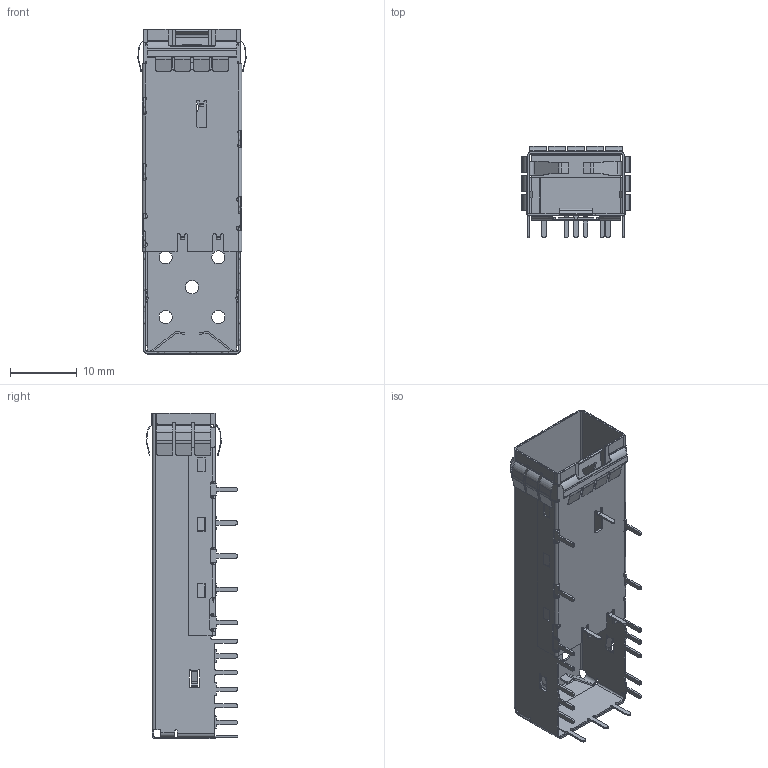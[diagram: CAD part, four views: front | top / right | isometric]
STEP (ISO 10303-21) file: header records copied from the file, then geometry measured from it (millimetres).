
FILE_DESCRIPTION (( 'STEP AP203' ), '1' );
FILE_NAME ('M-U77-A1613-X001-REVT1.STEP', '2015-12-10T02:24:07', ( '' ), ( '' ), 'SwSTEP 2.0', 'SolidWorks 2014', '' );
FILE_SCHEMA (( 'CONFIG_CONTROL_DESIGN' ));
Products named in the file (1): M-U77-A1613-X001-REVT1
Bounding box: 16.26 x 13.73 x 48.98 mm (x, y, z)
Volume: 628.1 mm3; surface area: 5213 mm2
Topology: 5 solids, 5 shells, 1348 faces, 3715 edges, 2378 vertices
Faces by surface type: plane 737, cylinder 506, bspline 105
Entity records: 47832 total; most frequent: CARTESIAN_POINT 13443, ORIENTED_EDGE 7430, DIRECTION 6907, EDGE_CURVE 3715, VERTEX_POINT 2378, VECTOR 2359, LINE 2359, AXIS2_PLACEMENT_3D 2274
